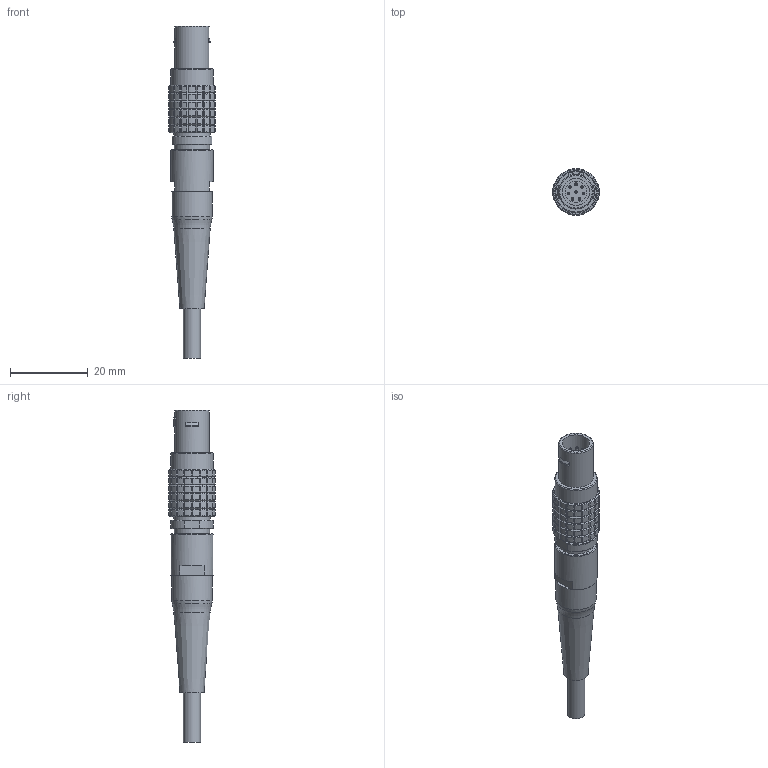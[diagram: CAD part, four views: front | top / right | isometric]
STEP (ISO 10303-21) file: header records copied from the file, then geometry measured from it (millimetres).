
FILE_DESCRIPTION(/* description */ (''),/* implementation_level */ '2;1');
FILE_NAME(/* name */ 'C531.stp',/* time_stamp */ '2018-02-13T10:33:20-05:00',/* author */ ('grayd'),/* organization */ ('CONNECTION TECHNOLOGY CENTER'),/* preprocessor_version */ 'ST-DEVELOPER v17',/* originating_system */ 'Autodesk Inventor 2018',/* authorisation */ '');
FILE_SCHEMA (('AUTOMOTIVE_DESIGN { 1 0 10303 214 3 1 1 }'));
Length unit declared in the file: inch
Products named in the file (1): C531
Bounding box: 12.03 x 12.03 x 85.56 mm (x, y, z)
Volume: 5362.1 mm3; surface area: 3128.1 mm2
Topology: 1 solids, 1 shells, 633 faces, 1325 edges, 715 vertices
Faces by surface type: plane 259, cone 226, cylinder 131, bspline 9, torus 7, sphere 1
Full cylindrical faces by diameter (mm): 0.68 x8, 4.445 x1, 5.5 x1, 7 x1, 8.847 x1, 9.126 x1, 9.506 x1, 10.414 x1, 10.9 x2
Entity records: 16859 total; most frequent: CARTESIAN_POINT 3923, ORIENTED_EDGE 2650, DIRECTION 2592, EDGE_CURVE 1325, AXIS2_PLACEMENT_3D 1100, VERTEX_POINT 715, EDGE_LOOP 654, STYLED_ITEM 634
